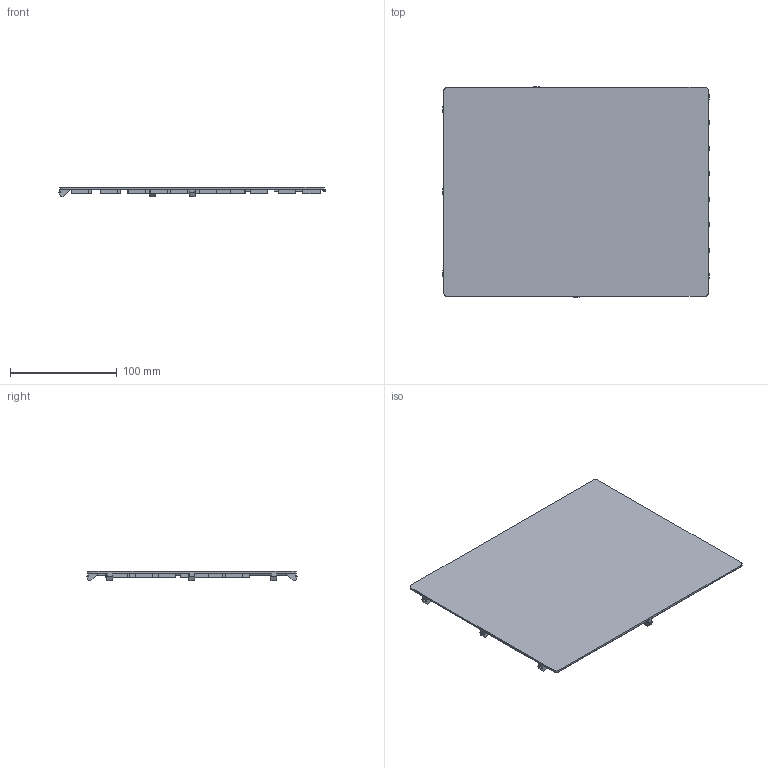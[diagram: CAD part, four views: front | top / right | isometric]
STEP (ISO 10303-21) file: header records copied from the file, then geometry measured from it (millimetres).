
FILE_DESCRIPTION(/* description */ (''),/* implementation_level */ '2;1');
FILE_NAME(/* name */ 'TopPanel.step',/* time_stamp */ '2025-08-14T18:25:07-04:00',/* author */ (''),/* organization */ (''),/* preprocessor_version */ 'ST-DEVELOPER v20.1',/* originating_system */ 'Autodesk Translation Framework v14.10.0.0',/* authorisation */ '');
FILE_SCHEMA (('AUTOMOTIVE_DESIGN { 1 0 10303 214 3 1 1 }'));
Length unit declared in the file: millimetre
Products named in the file (1): Body1
Bounding box: 249.86 x 197.6 x 8.8 mm (x, y, z)
Volume: 107415.8 mm3; surface area: 111172.9 mm2
Topology: 1 solids, 1 shells, 400 faces, 1022 edges, 674 vertices
Faces by surface type: plane 347, cylinder 40, torus 12, bspline 1
Entity records: 11976 total; most frequent: CARTESIAN_POINT 2150, ORIENTED_EDGE 2044, DIRECTION 1913, EDGE_CURVE 1022, LINE 917, VECTOR 917, VERTEX_POINT 674, AXIS2_PLACEMENT_3D 498
